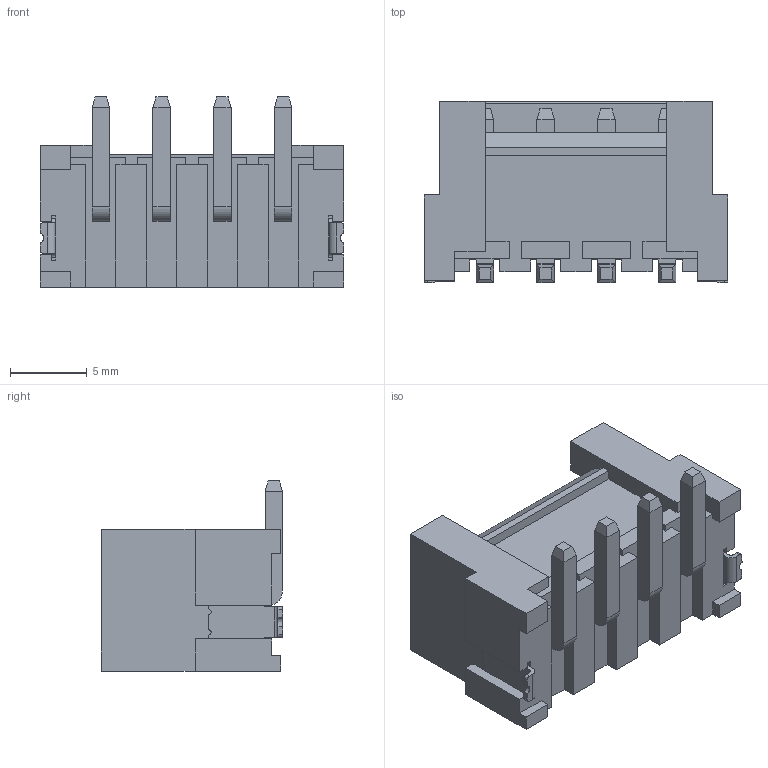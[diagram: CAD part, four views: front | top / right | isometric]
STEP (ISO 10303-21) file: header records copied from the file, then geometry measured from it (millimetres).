
FILE_DESCRIPTION((''),'2;1');
FILE_NAME('FWF39614-S04S25W5M_ASM','2024-12-26T',('工程三'),(''),'PRO/ENGINEER BY PARAMETRIC TECHNOLOGY CORPORATION, 2010280','PRO/ENGINEER BY PARAMETRIC TECHNOLOGY CORPORATION, 2010280','');
FILE_SCHEMA(('CONFIG_CONTROL_DESIGN'));
Length unit declared in the file: millimetre
Products named in the file (1): FWF39614-S04S25W5M_ASM
Bounding box: 19.8 x 11.8 x 12.4 mm (x, y, z)
Volume: 892.8 mm3; surface area: 1733.9 mm2
Topology: 1 solids, 1 shells, 257 faces, 695 edges, 448 vertices
Faces by surface type: plane 223, cylinder 34
Entity records: 7951 total; most frequent: CARTESIAN_POINT 1400, ORIENTED_EDGE 1390, DIRECTION 1281, EDGE_CURVE 695, VECTOR 623, LINE 623, VERTEX_POINT 448, AXIS2_PLACEMENT_3D 329
